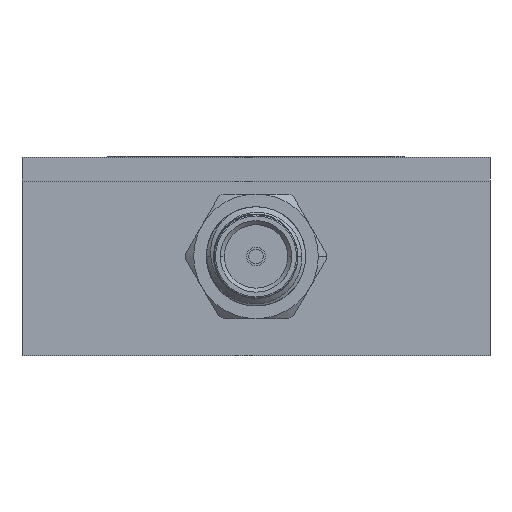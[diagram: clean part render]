
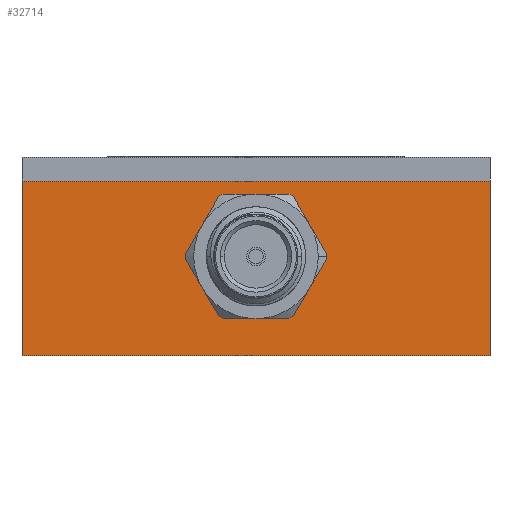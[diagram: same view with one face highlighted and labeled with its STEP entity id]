
A CAD part, left-side view. The second image highlights one B-rep face of the part: STEP entity #32714.
In plain terms, the highlighted planar face has unit normal (-1, 0, 0).
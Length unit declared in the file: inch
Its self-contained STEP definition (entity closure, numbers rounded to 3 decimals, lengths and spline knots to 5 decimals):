
#809 = EDGE_CURVE ( 'NONE', #31606, #17982, #74752, .T. ) ;
#5504 = CARTESIAN_POINT ( 'NONE',  ( -0.69, -0.59, -0.25 ) ) ;
#6826 = CARTESIAN_POINT ( 'NONE',  ( -0.69, -0.59, 0.25 ) ) ;
#7646 = ORIENTED_EDGE ( 'NONE', *, *, #809, .T. ) ;
#11499 = VECTOR ( 'NONE', #71349, 39.37008 ) ;
#14410 = ORIENTED_EDGE ( 'NONE', *, *, #36631, .T. ) ;
#16388 = DIRECTION ( 'NONE',  ( 0., 0., -1. ) ) ;
#17982 = VERTEX_POINT ( 'NONE', #65452 ) ;
#19632 = LINE ( 'NONE', #27192, #61865 ) ;
#20079 = VERTEX_POINT ( 'NONE', #30350 ) ;
#26735 = CARTESIAN_POINT ( 'NONE',  ( -0.69, 0.59, -0.25 ) ) ;
#27192 = CARTESIAN_POINT ( 'NONE',  ( -0.69, 0.59, 0.25 ) ) ;
#30350 = CARTESIAN_POINT ( 'NONE',  ( -0.69, 0.59, 0.19 ) ) ;
#31606 = VERTEX_POINT ( 'NONE', #26735 ) ;
#32568 = DIRECTION ( 'NONE',  ( 0., 0., -1. ) ) ;
#32714 = ADVANCED_FACE ( 'NONE', ( #38962 ), #73620, .F. ) ;
#35316 = DIRECTION ( 'NONE',  ( 0., -1., 0. ) ) ;
#36631 = EDGE_CURVE ( 'NONE', #20079, #31606, #19632, .T. ) ;
#37657 = DIRECTION ( 'NONE',  ( 1., 0., 0. ) ) ;
#38962 = FACE_OUTER_BOUND ( 'NONE', #75700, .T. ) ;
#43658 = DIRECTION ( 'NONE',  ( 0., 0., -1. ) ) ;
#53965 = ORIENTED_EDGE ( 'NONE', *, *, #70997, .T. ) ;
#55924 = VECTOR ( 'NONE', #35316, 39.37008 ) ;
#58193 = CARTESIAN_POINT ( 'NONE',  ( -0.69, -0.59, 0.19 ) ) ;
#59134 = ORIENTED_EDGE ( 'NONE', *, *, #77350, .F. ) ;
#59214 = CARTESIAN_POINT ( 'NONE',  ( -0.69, -0.59, 0.19 ) ) ;
#61865 = VECTOR ( 'NONE', #16388, 39.37008 ) ;
#65452 = CARTESIAN_POINT ( 'NONE',  ( -0.69, -0.59, -0.25 ) ) ;
#68519 = CARTESIAN_POINT ( 'NONE',  ( -0.69, -0.59, 0.25 ) ) ;
#69072 = AXIS2_PLACEMENT_3D ( 'NONE', #6826, #37657, #43658 ) ;
#69223 = VERTEX_POINT ( 'NONE', #58193 ) ;
#70997 = EDGE_CURVE ( 'NONE', #69223, #20079, #77358, .T. ) ;
#71349 = DIRECTION ( 'NONE',  ( 0., 1., 0. ) ) ;
#72076 = LINE ( 'NONE', #68519, #77760 ) ;
#73620 = PLANE ( 'NONE',  #69072 ) ;
#74752 = LINE ( 'NONE', #5504, #55924 ) ;
#75700 = EDGE_LOOP ( 'NONE', ( #59134, #53965, #14410, #7646 ) ) ;
#77350 = EDGE_CURVE ( 'NONE', #69223, #17982, #72076, .T. ) ;
#77358 = LINE ( 'NONE', #59214, #11499 ) ;
#77760 = VECTOR ( 'NONE', #32568, 39.37008 ) ;
